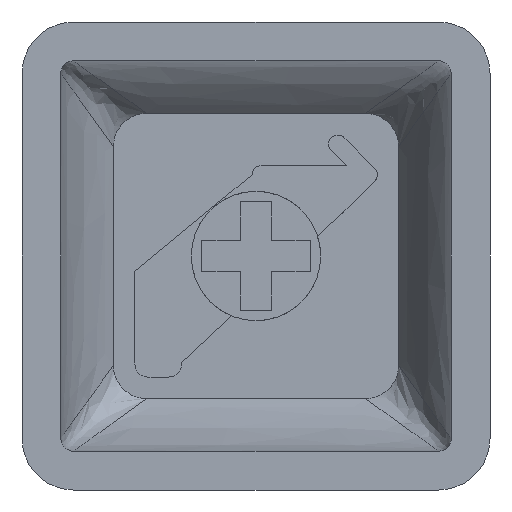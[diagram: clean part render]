
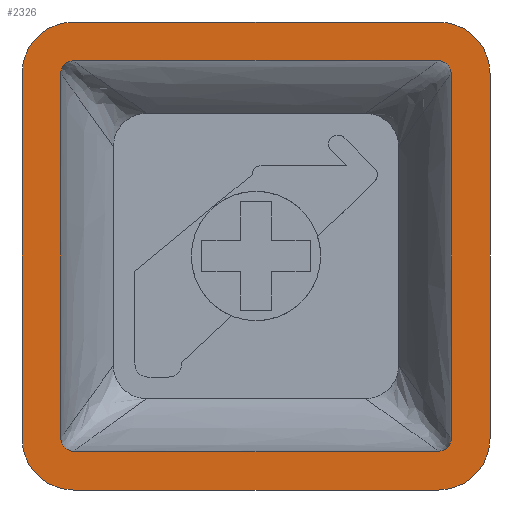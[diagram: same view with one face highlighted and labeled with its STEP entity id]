
A CAD part, front view. The second image highlights one B-rep face of the part: STEP entity #2326.
In plain terms, the highlighted planar face has unit normal (0, -1, 0).
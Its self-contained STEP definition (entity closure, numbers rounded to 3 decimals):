
#39=CIRCLE('',#2445,2.);
#40=CIRCLE('',#2446,2.);
#41=CIRCLE('',#2447,2.);
#42=CIRCLE('',#2448,2.);
#53=FACE_BOUND('',#742,.T.);
#117=LINE('',#4148,#337);
#118=LINE('',#4152,#338);
#119=LINE('',#4156,#339);
#120=LINE('',#4159,#340);
#337=VECTOR('',#2612,10.);
#338=VECTOR('',#2615,10.);
#339=VECTOR('',#2618,10.);
#340=VECTOR('',#2621,10.);
#519=PLANE('',#2444);
#613=FACE_OUTER_BOUND('',#741,.T.);
#741=EDGE_LOOP('',(#1738,#1739,#1740,#1741,#1742,#1743,#1744,#1745));
#742=EDGE_LOOP('',(#1746,#1747,#1748,#1749,#1750,#1751,#1752,#1753));
#883=B_SPLINE_CURVE_WITH_KNOTS('',3,(#3755,#3756,#3757,#3758,#3759,#3760,
#3761,#3762,#3763,#3764),.UNSPECIFIED.,.F.,.F.,(4,1,1,1,1,1,1,4),(0.,
0.143,0.286,0.429,0.571,
0.714,0.857,1.),.UNSPECIFIED.);
#886=B_SPLINE_CURVE_WITH_KNOTS('',3,(#3804,#3805,#3806,#3807,#3808,#3809,
#3810),.UNSPECIFIED.,.F.,.F.,(4,1,1,1,4),(0.,0.286,0.571,
0.857,1.),.UNSPECIFIED.);
#888=B_SPLINE_CURVE_WITH_KNOTS('',3,(#3872,#3873,#3874,#3875,#3876,#3877,
#3878,#3879,#3880),.UNSPECIFIED.,.F.,.F.,(4,1,1,1,1,1,4),(0.,
0.214,0.429,0.571,0.714,
0.857,1.),.UNSPECIFIED.);
#890=B_SPLINE_CURVE_WITH_KNOTS('',3,(#3914,#3915,#3916,#3917,#3918,#3919,
#3920),.UNSPECIFIED.,.F.,.F.,(4,1,1,1,4),(0.,0.286,0.571,
0.857,1.),.UNSPECIFIED.);
#892=B_SPLINE_CURVE_WITH_KNOTS('',3,(#3988,#3989,#3990,#3991,#3992,#3993,
#3994,#3995,#3996,#3997),.UNSPECIFIED.,.F.,.F.,(4,1,1,1,1,1,1,4),(0.,
0.143,0.286,0.429,0.571,
0.714,0.857,1.),.UNSPECIFIED.);
#894=B_SPLINE_CURVE_WITH_KNOTS('',3,(#4031,#4032,#4033,#4034,#4035,#4036,
#4037),.UNSPECIFIED.,.F.,.F.,(4,1,1,1,4),(0.,0.286,0.571,
0.857,1.),.UNSPECIFIED.);
#896=B_SPLINE_CURVE_WITH_KNOTS('',3,(#4099,#4100,#4101,#4102,#4103,#4104,
#4105,#4106,#4107),.UNSPECIFIED.,.F.,.F.,(4,1,1,1,1,1,4),(0.,
0.214,0.429,0.571,0.714,
0.857,1.),.UNSPECIFIED.);
#897=B_SPLINE_CURVE_WITH_KNOTS('',3,(#4136,#4137,#4138,#4139,#4140,#4141,
#4142),.UNSPECIFIED.,.F.,.F.,(4,1,1,1,4),(0.,0.286,0.571,
0.857,1.),.UNSPECIFIED.);
#1014=VERTEX_POINT('',#3747);
#1015=VERTEX_POINT('',#3754);
#1016=VERTEX_POINT('',#3799);
#1017=VERTEX_POINT('',#3865);
#1018=VERTEX_POINT('',#3909);
#1019=VERTEX_POINT('',#3981);
#1020=VERTEX_POINT('',#4026);
#1021=VERTEX_POINT('',#4092);
#1022=VERTEX_POINT('',#4144);
#1023=VERTEX_POINT('',#4145);
#1024=VERTEX_POINT('',#4147);
#1025=VERTEX_POINT('',#4149);
#1026=VERTEX_POINT('',#4151);
#1027=VERTEX_POINT('',#4153);
#1028=VERTEX_POINT('',#4155);
#1029=VERTEX_POINT('',#4157);
#1285=EDGE_CURVE('',#1015,#1014,#883,.T.);
#1288=EDGE_CURVE('',#1014,#1016,#886,.T.);
#1290=EDGE_CURVE('',#1016,#1017,#888,.T.);
#1292=EDGE_CURVE('',#1017,#1018,#890,.T.);
#1294=EDGE_CURVE('',#1018,#1019,#892,.T.);
#1296=EDGE_CURVE('',#1019,#1020,#894,.T.);
#1298=EDGE_CURVE('',#1020,#1021,#896,.T.);
#1299=EDGE_CURVE('',#1021,#1015,#897,.T.);
#1300=EDGE_CURVE('',#1022,#1023,#39,.T.);
#1301=EDGE_CURVE('',#1024,#1022,#117,.T.);
#1302=EDGE_CURVE('',#1025,#1024,#40,.T.);
#1303=EDGE_CURVE('',#1026,#1025,#118,.T.);
#1304=EDGE_CURVE('',#1027,#1026,#41,.T.);
#1305=EDGE_CURVE('',#1028,#1027,#119,.T.);
#1306=EDGE_CURVE('',#1029,#1028,#42,.T.);
#1307=EDGE_CURVE('',#1023,#1029,#120,.T.);
#1738=ORIENTED_EDGE('',*,*,#1300,.F.);
#1739=ORIENTED_EDGE('',*,*,#1301,.F.);
#1740=ORIENTED_EDGE('',*,*,#1302,.F.);
#1741=ORIENTED_EDGE('',*,*,#1303,.F.);
#1742=ORIENTED_EDGE('',*,*,#1304,.F.);
#1743=ORIENTED_EDGE('',*,*,#1305,.F.);
#1744=ORIENTED_EDGE('',*,*,#1306,.F.);
#1745=ORIENTED_EDGE('',*,*,#1307,.F.);
#1746=ORIENTED_EDGE('',*,*,#1285,.T.);
#1747=ORIENTED_EDGE('',*,*,#1288,.T.);
#1748=ORIENTED_EDGE('',*,*,#1290,.T.);
#1749=ORIENTED_EDGE('',*,*,#1292,.T.);
#1750=ORIENTED_EDGE('',*,*,#1294,.T.);
#1751=ORIENTED_EDGE('',*,*,#1296,.T.);
#1752=ORIENTED_EDGE('',*,*,#1298,.T.);
#1753=ORIENTED_EDGE('',*,*,#1299,.T.);
#2326=ADVANCED_FACE('',(#613,#53),#519,.F.);
#2444=AXIS2_PLACEMENT_3D('',#4143,#2608,#2609);
#2445=AXIS2_PLACEMENT_3D('',#4146,#2610,#2611);
#2446=AXIS2_PLACEMENT_3D('',#4150,#2613,#2614);
#2447=AXIS2_PLACEMENT_3D('',#4154,#2616,#2617);
#2448=AXIS2_PLACEMENT_3D('',#4158,#2619,#2620);
#2608=DIRECTION('center_axis',(0.,1.,0.));
#2609=DIRECTION('ref_axis',(0.,0.,1.));
#2610=DIRECTION('center_axis',(0.,1.,0.));
#2611=DIRECTION('ref_axis',(0.,0.,1.));
#2612=DIRECTION('',(1.,0.,0.));
#2613=DIRECTION('center_axis',(0.,1.,0.));
#2614=DIRECTION('ref_axis',(-1.,0.,0.));
#2615=DIRECTION('',(0.,0.,1.));
#2616=DIRECTION('center_axis',(0.,1.,0.));
#2617=DIRECTION('ref_axis',(0.,0.,-1.));
#2618=DIRECTION('',(-1.,0.,0.));
#2619=DIRECTION('center_axis',(0.,1.,0.));
#2620=DIRECTION('ref_axis',(1.,0.,0.));
#2621=DIRECTION('',(0.,0.,-1.));
#3747=CARTESIAN_POINT('',(16.6,0.,16.1));
#3754=CARTESIAN_POINT('',(16.1,0.,16.6));
#3755=CARTESIAN_POINT('Ctrl Pts',(16.1,0.,16.6));
#3756=CARTESIAN_POINT('Ctrl Pts',(16.137,0.,16.6));
#3757=CARTESIAN_POINT('Ctrl Pts',(16.212,0.,16.592));
#3758=CARTESIAN_POINT('Ctrl Pts',(16.319,0.,16.554));
#3759=CARTESIAN_POINT('Ctrl Pts',(16.414,0.,16.494));
#3760=CARTESIAN_POINT('Ctrl Pts',(16.494,0.,16.414));
#3761=CARTESIAN_POINT('Ctrl Pts',(16.554,0.,16.319));
#3762=CARTESIAN_POINT('Ctrl Pts',(16.592,0.,16.212));
#3763=CARTESIAN_POINT('Ctrl Pts',(16.6,0.,16.137));
#3764=CARTESIAN_POINT('Ctrl Pts',(16.6,0.,16.1));
#3799=CARTESIAN_POINT('',(16.6,0.,2.));
#3804=CARTESIAN_POINT('Ctrl Pts',(16.6,0.,16.1));
#3805=CARTESIAN_POINT('Ctrl Pts',(16.6,0.,15.801));
#3806=CARTESIAN_POINT('Ctrl Pts',(16.6,0.,13.413));
#3807=CARTESIAN_POINT('Ctrl Pts',(16.6,0.,7.532));
#3808=CARTESIAN_POINT('Ctrl Pts',(16.6,0.,3.269));
#3809=CARTESIAN_POINT('Ctrl Pts',(16.6,0.,2.15));
#3810=CARTESIAN_POINT('Ctrl Pts',(16.6,0.,2.));
#3865=CARTESIAN_POINT('',(16.1,0.,1.5));
#3872=CARTESIAN_POINT('Ctrl Pts',(16.6,0.,2.));
#3873=CARTESIAN_POINT('Ctrl Pts',(16.6,0.,1.944));
#3874=CARTESIAN_POINT('Ctrl Pts',(16.581,0.,1.832));
#3875=CARTESIAN_POINT('Ctrl Pts',(16.508,0.,1.699));
#3876=CARTESIAN_POINT('Ctrl Pts',(16.414,0.,1.606));
#3877=CARTESIAN_POINT('Ctrl Pts',(16.319,0.,1.546));
#3878=CARTESIAN_POINT('Ctrl Pts',(16.212,0.,1.508));
#3879=CARTESIAN_POINT('Ctrl Pts',(16.137,0.,1.5));
#3880=CARTESIAN_POINT('Ctrl Pts',(16.1,0.,1.5));
#3909=CARTESIAN_POINT('',(2.,0.,1.5));
#3914=CARTESIAN_POINT('Ctrl Pts',(16.1,0.,1.5));
#3915=CARTESIAN_POINT('Ctrl Pts',(15.801,0.,1.5));
#3916=CARTESIAN_POINT('Ctrl Pts',(13.413,0.,1.5));
#3917=CARTESIAN_POINT('Ctrl Pts',(7.532,0.,1.5));
#3918=CARTESIAN_POINT('Ctrl Pts',(3.269,0.,1.5));
#3919=CARTESIAN_POINT('Ctrl Pts',(2.15,0.,1.5));
#3920=CARTESIAN_POINT('Ctrl Pts',(2.,0.,1.5));
#3981=CARTESIAN_POINT('',(1.5,0.,2.));
#3988=CARTESIAN_POINT('Ctrl Pts',(2.,0.,1.5));
#3989=CARTESIAN_POINT('Ctrl Pts',(1.963,0.,1.5));
#3990=CARTESIAN_POINT('Ctrl Pts',(1.888,0.,1.508));
#3991=CARTESIAN_POINT('Ctrl Pts',(1.781,0.,1.546));
#3992=CARTESIAN_POINT('Ctrl Pts',(1.686,0.,1.606));
#3993=CARTESIAN_POINT('Ctrl Pts',(1.606,0.,1.686));
#3994=CARTESIAN_POINT('Ctrl Pts',(1.546,0.,1.781));
#3995=CARTESIAN_POINT('Ctrl Pts',(1.508,0.,1.888));
#3996=CARTESIAN_POINT('Ctrl Pts',(1.5,0.,1.963));
#3997=CARTESIAN_POINT('Ctrl Pts',(1.5,0.,2.));
#4026=CARTESIAN_POINT('',(1.5,0.,16.1));
#4031=CARTESIAN_POINT('Ctrl Pts',(1.5,0.,2.));
#4032=CARTESIAN_POINT('Ctrl Pts',(1.5,0.,2.299));
#4033=CARTESIAN_POINT('Ctrl Pts',(1.5,0.,4.687));
#4034=CARTESIAN_POINT('Ctrl Pts',(1.5,0.,10.568));
#4035=CARTESIAN_POINT('Ctrl Pts',(1.5,0.,14.831));
#4036=CARTESIAN_POINT('Ctrl Pts',(1.5,0.,15.95));
#4037=CARTESIAN_POINT('Ctrl Pts',(1.5,0.,16.1));
#4092=CARTESIAN_POINT('',(2.,0.,16.6));
#4099=CARTESIAN_POINT('Ctrl Pts',(1.5,0.,16.1));
#4100=CARTESIAN_POINT('Ctrl Pts',(1.5,0.,16.156));
#4101=CARTESIAN_POINT('Ctrl Pts',(1.519,0.,16.268));
#4102=CARTESIAN_POINT('Ctrl Pts',(1.592,0.,16.401));
#4103=CARTESIAN_POINT('Ctrl Pts',(1.686,0.,16.494));
#4104=CARTESIAN_POINT('Ctrl Pts',(1.781,0.,16.554));
#4105=CARTESIAN_POINT('Ctrl Pts',(1.888,0.,16.592));
#4106=CARTESIAN_POINT('Ctrl Pts',(1.963,0.,16.6));
#4107=CARTESIAN_POINT('Ctrl Pts',(2.,0.,16.6));
#4136=CARTESIAN_POINT('Ctrl Pts',(2.,0.,16.6));
#4137=CARTESIAN_POINT('Ctrl Pts',(2.299,0.,16.6));
#4138=CARTESIAN_POINT('Ctrl Pts',(4.687,0.,16.6));
#4139=CARTESIAN_POINT('Ctrl Pts',(10.568,0.,16.6));
#4140=CARTESIAN_POINT('Ctrl Pts',(14.831,0.,16.6));
#4141=CARTESIAN_POINT('Ctrl Pts',(15.95,0.,16.6));
#4142=CARTESIAN_POINT('Ctrl Pts',(16.1,0.,16.6));
#4143=CARTESIAN_POINT('Origin',(9.05,0.,9.05));
#4144=CARTESIAN_POINT('',(16.1,0.,18.1));
#4145=CARTESIAN_POINT('',(18.1,0.,16.1));
#4146=CARTESIAN_POINT('Origin',(16.1,0.,16.1));
#4147=CARTESIAN_POINT('',(2.,0.,18.1));
#4148=CARTESIAN_POINT('',(16.1,0.,18.1));
#4149=CARTESIAN_POINT('',(0.,0.,16.1));
#4150=CARTESIAN_POINT('Origin',(2.,0.,16.1));
#4151=CARTESIAN_POINT('',(0.,0.,2.));
#4152=CARTESIAN_POINT('',(0.,0.,16.1));
#4153=CARTESIAN_POINT('',(2.,0.,0.));
#4154=CARTESIAN_POINT('Origin',(2.,0.,2.));
#4155=CARTESIAN_POINT('',(16.1,0.,0.));
#4156=CARTESIAN_POINT('',(2.,0.,0.));
#4157=CARTESIAN_POINT('',(18.1,0.,2.));
#4158=CARTESIAN_POINT('Origin',(16.1,0.,2.));
#4159=CARTESIAN_POINT('',(18.1,0.,2.));
